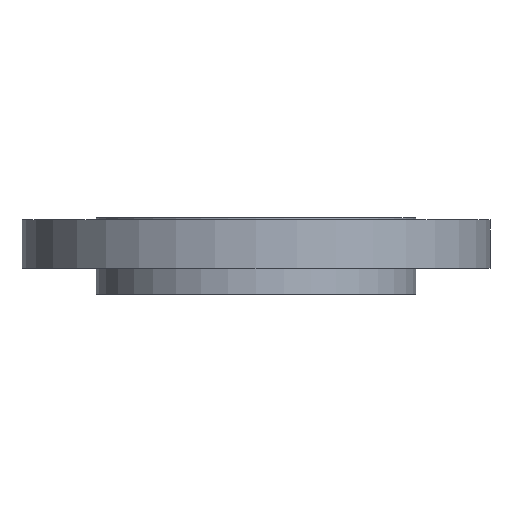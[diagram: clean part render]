
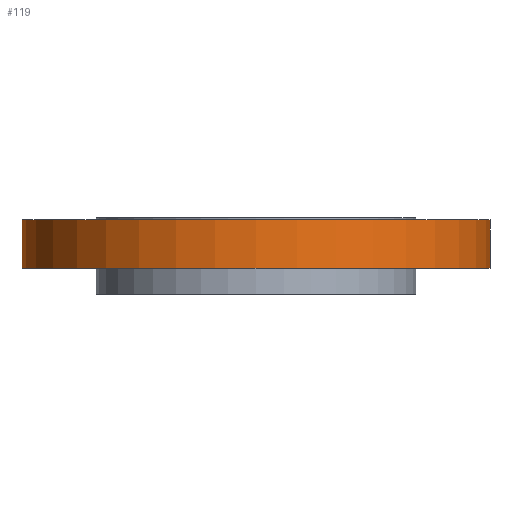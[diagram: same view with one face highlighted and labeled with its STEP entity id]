
A CAD part, front view. The second image highlights one B-rep face of the part: STEP entity #119.
In plain terms, the highlighted cylindrical face has radius 190.5 mm (diameter 381 mm), a partial arc.
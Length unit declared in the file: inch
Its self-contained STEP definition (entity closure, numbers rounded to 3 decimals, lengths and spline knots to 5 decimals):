
#5 = ORIENTED_EDGE ( 'NONE', *, *, #976, .F. ) ;
#28 = CARTESIAN_POINT ( 'NONE',  ( 7.5, 0., -22.8332 ) ) ;
#81 = FACE_OUTER_BOUND ( 'NONE', #263, .T. ) ;
#85 = ORIENTED_EDGE ( 'NONE', *, *, #344, .T. ) ;
#110 = CARTESIAN_POINT ( 'NONE',  ( -7.5, 0., -22.8332 ) ) ;
#119 = ADVANCED_FACE ( 'NONE', ( #81 ), #1072, .T. ) ;
#242 = EDGE_CURVE ( 'NONE', #988, #875, #417, .T. ) ;
#248 = AXIS2_PLACEMENT_3D ( 'NONE', #697, #684, #772 ) ;
#263 = EDGE_LOOP ( 'NONE', ( #283, #5, #85, #1095 ) ) ;
#283 = ORIENTED_EDGE ( 'NONE', *, *, #242, .F. ) ;
#326 = LINE ( 'NONE', #28, #1013 ) ;
#344 = EDGE_CURVE ( 'NONE', #1049, #425, #326, .T. ) ;
#417 = LINE ( 'NONE', #110, #476 ) ;
#425 = VERTEX_POINT ( 'NONE', #444 ) ;
#438 = CIRCLE ( 'NONE', #601, 7.5 ) ;
#444 = CARTESIAN_POINT ( 'NONE',  ( 7.5, 0., -0.0625 ) ) ;
#476 = VECTOR ( 'NONE', #611, 39.37008 ) ;
#531 = EDGE_CURVE ( 'NONE', #875, #425, #706, .T. ) ;
#586 = CARTESIAN_POINT ( 'NONE',  ( -7.5, 0., -0.0625 ) ) ;
#601 = AXIS2_PLACEMENT_3D ( 'NONE', #1127, #1028, #1101 ) ;
#611 = DIRECTION ( 'NONE',  ( 0., 0., 1. ) ) ;
#643 = AXIS2_PLACEMENT_3D ( 'NONE', #1039, #938, #1232 ) ;
#684 = DIRECTION ( 'NONE',  ( 0., 0., 1. ) ) ;
#697 = CARTESIAN_POINT ( 'NONE',  ( 0., 0., -22.8332 ) ) ;
#706 = CIRCLE ( 'NONE', #643, 7.5 ) ;
#772 = DIRECTION ( 'NONE',  ( 1., 0., 0. ) ) ;
#875 = VERTEX_POINT ( 'NONE', #586 ) ;
#913 = CARTESIAN_POINT ( 'NONE',  ( 7.5, 0., -1.62 ) ) ;
#926 = DIRECTION ( 'NONE',  ( 0., 0., 1. ) ) ;
#938 = DIRECTION ( 'NONE',  ( 0., 0., 1. ) ) ;
#976 = EDGE_CURVE ( 'NONE', #1049, #988, #438, .T. ) ;
#988 = VERTEX_POINT ( 'NONE', #1230 ) ;
#1013 = VECTOR ( 'NONE', #926, 39.37008 ) ;
#1028 = DIRECTION ( 'NONE',  ( 0., 0., -1. ) ) ;
#1039 = CARTESIAN_POINT ( 'NONE',  ( 0., 0., -0.0625 ) ) ;
#1049 = VERTEX_POINT ( 'NONE', #913 ) ;
#1072 = CYLINDRICAL_SURFACE ( 'NONE', #248, 7.5 ) ;
#1095 = ORIENTED_EDGE ( 'NONE', *, *, #531, .F. ) ;
#1101 = DIRECTION ( 'NONE',  ( 1., 0., 0. ) ) ;
#1127 = CARTESIAN_POINT ( 'NONE',  ( 0., 0., -1.62 ) ) ;
#1230 = CARTESIAN_POINT ( 'NONE',  ( -7.5, 0., -1.62 ) ) ;
#1232 = DIRECTION ( 'NONE',  ( 1., 0., 0. ) ) ;
